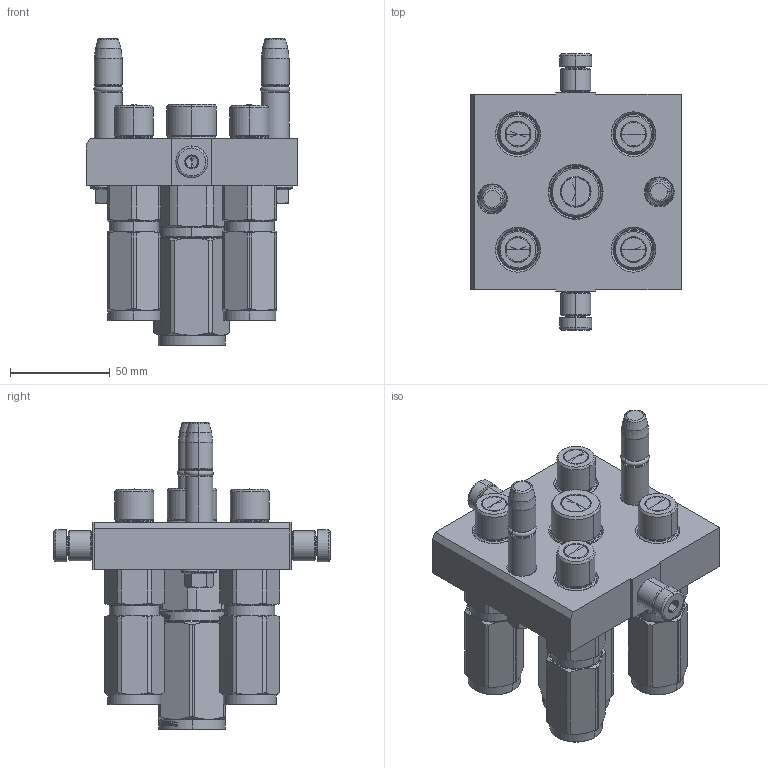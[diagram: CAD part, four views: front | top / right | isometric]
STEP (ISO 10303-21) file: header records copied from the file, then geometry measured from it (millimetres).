
FILE_DESCRIPTION (( 'STEP AP214' ), '1' );
FILE_NAME ('FASTER.step', '2024-08-19T16:44:42', ( '' ), ( '' ), 'SwSTEP 2.0', 'SolidWorks 2017', '' );
FILE_SCHEMA (( 'AUTOMOTIVE_DESIGN' ));
Length unit declared in the file: millimetre
Products named in the file (15): P506-1_M_BASE; 3ffnp38-38s_m; 3ffnp38-12s_m; 4830_010_0000_011; 4830_028_1000_011; or2_62x9_19_m; 4830_021_0000_000; 3ffnp12-12s_m; et002; FASTER; 1540_080_0008_000; 4830_013_3000_030
Assembly tree (21 placements, depth 3):
  FASTER
    P506-1_M_BASE
      4830_010_0000_011
      4830_021_0000_000  x2
      1540_080_0008_000  x2
      4830_013_3000_030  x2
      4830_028_1000_011  x2
      or2_62x9_19_m  x2
    3ffnp38-38s_m  x3
      3ffnp38-38s_m
    3ffnp12-12s_m
      3ffnp12-12s_m
    3ffnp38-12s_m
      3ffnp38-12s_m
    et002
Bounding box: 106.3 x 138.6 x 154.2 mm (x, y, z)
Volume: 2873.9 mm3; surface area: 125720.7 mm2
Topology: 5 solids, 65 shells, 2031 faces, 5884 edges, 3878 vertices
Faces by surface type: plane 1087, cone 382, cylinder 332, torus 132, bspline 98
Entity records: 63254 total; most frequent: CARTESIAN_POINT 16550, ORIENTED_EDGE 8221, DIRECTION 7721, EDGE_CURVE 4460, VERTEX_POINT 2954, VECTOR 2897, LINE 2897, AXIS2_PLACEMENT_3D 2412
